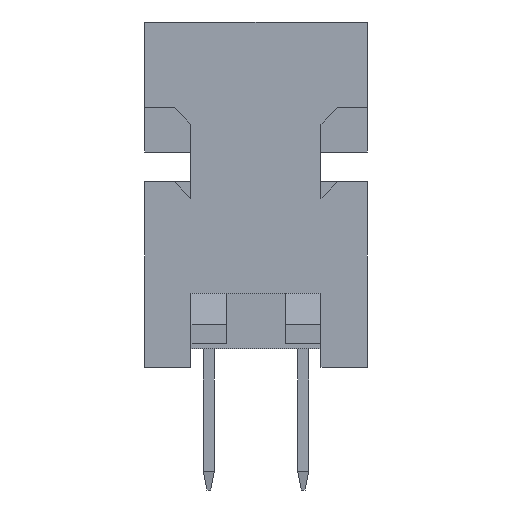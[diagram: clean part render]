
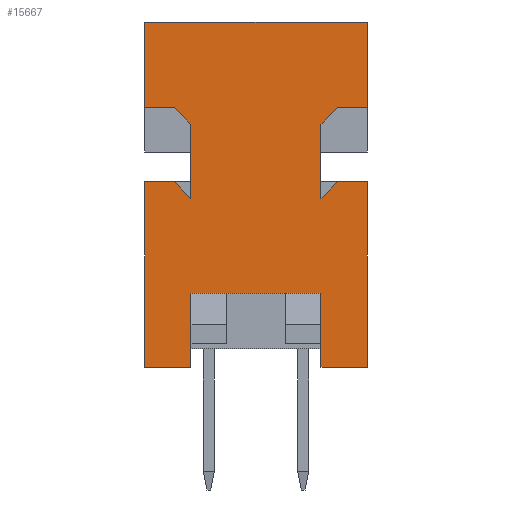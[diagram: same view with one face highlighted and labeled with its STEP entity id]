
A CAD part, front view. The second image highlights one B-rep face of the part: STEP entity #15667.
In plain terms, the highlighted face is planar.
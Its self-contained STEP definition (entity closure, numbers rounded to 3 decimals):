
#548=ORIENTED_EDGE('',*,*,#3728,.T.);
#549=ORIENTED_EDGE('',*,*,#3729,.T.);
#550=ORIENTED_EDGE('',*,*,#3698,.F.);
#551=ORIENTED_EDGE('',*,*,#3723,.T.);
#552=ORIENTED_EDGE('',*,*,#3714,.F.);
#553=ORIENTED_EDGE('',*,*,#3730,.F.);
#554=ORIENTED_EDGE('',*,*,#3626,.F.);
#555=ORIENTED_EDGE('',*,*,#3731,.T.);
#556=ORIENTED_EDGE('',*,*,#3732,.F.);
#557=ORIENTED_EDGE('',*,*,#3733,.T.);
#558=ORIENTED_EDGE('',*,*,#3734,.F.);
#559=ORIENTED_EDGE('',*,*,#3735,.F.);
#560=ORIENTED_EDGE('',*,*,#3736,.T.);
#561=ORIENTED_EDGE('',*,*,#3737,.T.);
#562=ORIENTED_EDGE('',*,*,#3738,.F.);
#563=ORIENTED_EDGE('',*,*,#3739,.F.);
#564=ORIENTED_EDGE('',*,*,#3622,.F.);
#565=ORIENTED_EDGE('',*,*,#3740,.F.);
#566=ORIENTED_EDGE('',*,*,#3720,.T.);
#567=ORIENTED_EDGE('',*,*,#3727,.T.);
#3622=EDGE_CURVE('',#5223,#5224,#6313,.T.);
#3626=EDGE_CURVE('',#5225,#5226,#6317,.T.);
#3698=EDGE_CURVE('',#5274,#5275,#6389,.T.);
#3714=EDGE_CURVE('',#5286,#5287,#6405,.T.);
#3720=EDGE_CURVE('',#5292,#5291,#6411,.T.);
#3723=EDGE_CURVE('',#5274,#5287,#6414,.T.);
#3727=EDGE_CURVE('',#5291,#5294,#6418,.T.);
#3728=EDGE_CURVE('',#5294,#5295,#6419,.T.);
#3729=EDGE_CURVE('',#5295,#5275,#6420,.T.);
#3730=EDGE_CURVE('',#5226,#5286,#6421,.T.);
#3731=EDGE_CURVE('',#5225,#5296,#6422,.T.);
#3732=EDGE_CURVE('',#5297,#5296,#6423,.T.);
#3733=EDGE_CURVE('',#5297,#5298,#6424,.T.);
#3734=EDGE_CURVE('',#5299,#5298,#6425,.T.);
#3735=EDGE_CURVE('',#5300,#5299,#6426,.T.);
#3736=EDGE_CURVE('',#5300,#5301,#6427,.T.);
#3737=EDGE_CURVE('',#5301,#5302,#6428,.T.);
#3738=EDGE_CURVE('',#5303,#5302,#6429,.T.);
#3739=EDGE_CURVE('',#5224,#5303,#6430,.T.);
#3740=EDGE_CURVE('',#5292,#5223,#6431,.T.);
#5223=VERTEX_POINT('',#20348);
#5224=VERTEX_POINT('',#20349);
#5225=VERTEX_POINT('',#20354);
#5226=VERTEX_POINT('',#20356);
#5274=VERTEX_POINT('',#20502);
#5275=VERTEX_POINT('',#20504);
#5286=VERTEX_POINT('',#20533);
#5287=VERTEX_POINT('',#20535);
#5291=VERTEX_POINT('',#20545);
#5292=VERTEX_POINT('',#20547);
#5294=VERTEX_POINT('',#20557);
#5295=VERTEX_POINT('',#20561);
#5296=VERTEX_POINT('',#20565);
#5297=VERTEX_POINT('',#20567);
#5298=VERTEX_POINT('',#20569);
#5299=VERTEX_POINT('',#20571);
#5300=VERTEX_POINT('',#20573);
#5301=VERTEX_POINT('',#20575);
#5302=VERTEX_POINT('',#20577);
#5303=VERTEX_POINT('',#20579);
#6313=LINE('',#20347,#7886);
#6317=LINE('',#20355,#7890);
#6389=LINE('',#20503,#7962);
#6405=LINE('',#20534,#7978);
#6411=LINE('',#20546,#7984);
#6414=LINE('',#20551,#7987);
#6418=LINE('',#20558,#7991);
#6419=LINE('',#20560,#7992);
#6420=LINE('',#20562,#7993);
#6421=LINE('',#20563,#7994);
#6422=LINE('',#20564,#7995);
#6423=LINE('',#20566,#7996);
#6424=LINE('',#20568,#7997);
#6425=LINE('',#20570,#7998);
#6426=LINE('',#20572,#7999);
#6427=LINE('',#20574,#8000);
#6428=LINE('',#20576,#8001);
#6429=LINE('',#20578,#8002);
#6430=LINE('',#20580,#8003);
#6431=LINE('',#20581,#8004);
#7886=VECTOR('',#17233,1000.);
#7890=VECTOR('',#17239,1000.);
#7962=VECTOR('',#17365,1000.);
#7978=VECTOR('',#17387,1000.);
#7984=VECTOR('',#17395,1000.);
#7987=VECTOR('',#17400,1000.);
#7991=VECTOR('',#17406,1000.);
#7992=VECTOR('',#17409,1000.);
#7993=VECTOR('',#17410,1000.);
#7994=VECTOR('',#17411,1000.);
#7995=VECTOR('',#17412,1000.);
#7996=VECTOR('',#17413,1000.);
#7997=VECTOR('',#17414,1000.);
#7998=VECTOR('',#17415,1000.);
#7999=VECTOR('',#17416,1000.);
#8000=VECTOR('',#17417,1000.);
#8001=VECTOR('',#17418,1000.);
#8002=VECTOR('',#17419,1000.);
#8003=VECTOR('',#17420,1000.);
#8004=VECTOR('',#17421,1000.);
#9321=EDGE_LOOP('',(#548,#549,#550,#551,#552,#553,#554,#555,#556,#557,#558,
#559,#560,#561,#562,#563,#564,#565,#566,#567));
#10000=FACE_BOUND('',#9321,.T.);
#10663=PLANE('',#16303);
#15667=ADVANCED_FACE('',(#10000),#10663,.T.);
#16303=AXIS2_PLACEMENT_3D('',#20559,#17407,#17408);
#17233=DIRECTION('',(0.,0.707,-0.707));
#17239=DIRECTION('',(0.,0.707,0.707));
#17365=DIRECTION('',(0.,0.,1.));
#17387=DIRECTION('',(0.,0.,-1.));
#17395=DIRECTION('',(0.,0.,-1.));
#17400=DIRECTION('',(0.,1.,0.));
#17406=DIRECTION('',(0.,1.,0.));
#17407=DIRECTION('',(1.,0.,0.));
#17408=DIRECTION('',(0.,0.,-1.));
#17409=DIRECTION('',(0.,0.,1.));
#17410=DIRECTION('',(0.,1.,0.));
#17411=DIRECTION('',(0.,1.,0.));
#17412=DIRECTION('',(0.,0.,1.));
#17413=DIRECTION('',(0.,-0.707,-0.707));
#17414=DIRECTION('',(0.,1.,0.));
#17415=DIRECTION('',(0.,0.,-1.));
#17416=DIRECTION('',(0.,1.,0.));
#17417=DIRECTION('',(0.,0.,-1.));
#17418=DIRECTION('',(0.,1.,0.));
#17419=DIRECTION('',(0.,-0.707,0.707));
#17420=DIRECTION('',(0.,0.,1.));
#17421=DIRECTION('',(0.,1.,0.));
#20347=CARTESIAN_POINT('',(12.885,-2.6,2.9));
#20348=CARTESIAN_POINT('',(12.885,-2.2,2.5));
#20349=CARTESIAN_POINT('',(12.885,-1.75,2.05));
#20354=CARTESIAN_POINT('',(12.885,1.75,2.05));
#20355=CARTESIAN_POINT('',(12.885,-0.4,-0.1));
#20356=CARTESIAN_POINT('',(12.885,2.2,2.5));
#20502=CARTESIAN_POINT('',(12.885,1.75,-2.5));
#20503=CARTESIAN_POINT('',(12.885,1.75,-3.57));
#20504=CARTESIAN_POINT('',(12.885,1.75,-0.5));
#20533=CARTESIAN_POINT('',(12.885,3.,2.5));
#20534=CARTESIAN_POINT('',(12.885,3.,2.5));
#20535=CARTESIAN_POINT('',(12.885,3.,-2.5));
#20545=CARTESIAN_POINT('',(12.885,-3.,-2.5));
#20546=CARTESIAN_POINT('',(12.885,-3.,2.5));
#20547=CARTESIAN_POINT('',(12.885,-3.,2.5));
#20551=CARTESIAN_POINT('',(12.885,-3.,-2.5));
#20557=CARTESIAN_POINT('',(12.885,-1.75,-2.5));
#20558=CARTESIAN_POINT('',(12.885,-3.,-2.5));
#20559=CARTESIAN_POINT('',(12.885,-3.,2.5));
#20560=CARTESIAN_POINT('',(12.885,-1.75,-3.57));
#20561=CARTESIAN_POINT('',(12.885,-1.75,-0.5));
#20562=CARTESIAN_POINT('',(12.885,-1.75,-0.5));
#20563=CARTESIAN_POINT('',(12.885,-3.,2.5));
#20564=CARTESIAN_POINT('',(12.885,1.75,-0.5));
#20565=CARTESIAN_POINT('',(12.885,1.75,4.05));
#20566=CARTESIAN_POINT('',(12.885,2.2,4.5));
#20567=CARTESIAN_POINT('',(12.885,2.2,4.5));
#20568=CARTESIAN_POINT('',(12.885,-3.,4.5));
#20569=CARTESIAN_POINT('',(12.885,3.,4.5));
#20570=CARTESIAN_POINT('',(12.885,3.,6.8));
#20571=CARTESIAN_POINT('',(12.885,3.,6.8));
#20572=CARTESIAN_POINT('',(12.885,-3.,6.8));
#20573=CARTESIAN_POINT('',(12.885,-3.,6.8));
#20574=CARTESIAN_POINT('',(12.885,-3.,6.8));
#20575=CARTESIAN_POINT('',(12.885,-3.,4.5));
#20576=CARTESIAN_POINT('',(12.885,-3.,4.5));
#20577=CARTESIAN_POINT('',(12.885,-2.2,4.5));
#20578=CARTESIAN_POINT('',(12.885,-2.2,4.5));
#20579=CARTESIAN_POINT('',(12.885,-1.75,4.05));
#20580=CARTESIAN_POINT('',(12.885,-1.75,-0.5));
#20581=CARTESIAN_POINT('',(12.885,-3.,2.5));
